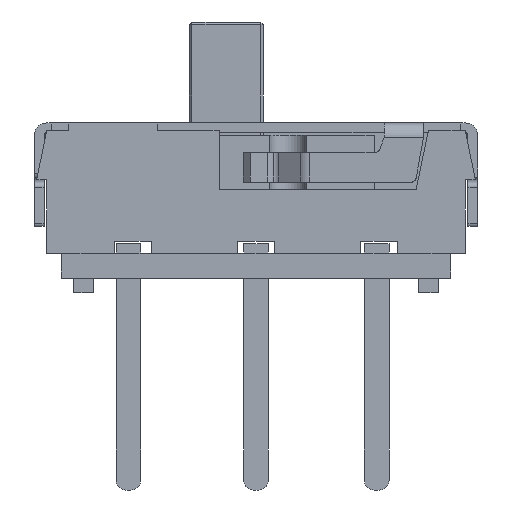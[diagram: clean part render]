
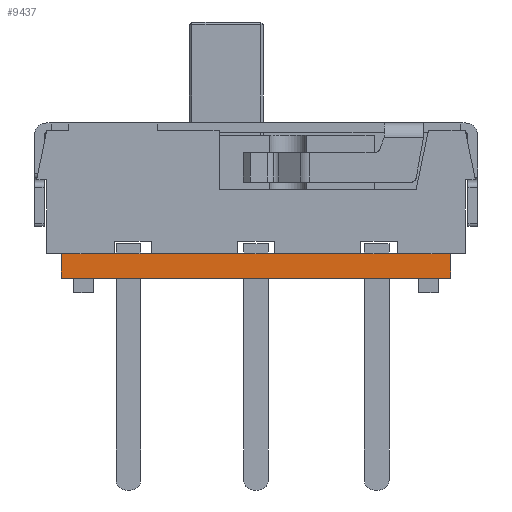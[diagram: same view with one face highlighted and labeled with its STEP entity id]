
A CAD part, front view. The second image highlights one B-rep face of the part: STEP entity #9437.
In plain terms, the highlighted planar face has unit normal (0, -1, 0).
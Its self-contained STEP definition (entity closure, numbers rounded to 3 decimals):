
#20 = PLANE ( 'NONE',  #4740 ) ;
#114 = VERTEX_POINT ( 'NONE', #3026 ) ;
#270 = LINE ( 'NONE', #2771, #8968 ) ;
#438 = DIRECTION ( 'NONE',  ( 1., 0., 0. ) ) ;
#514 = VERTEX_POINT ( 'NONE', #4662 ) ;
#518 = CARTESIAN_POINT ( 'NONE',  ( -3.95, -1.45, 0.8 ) ) ;
#655 = VECTOR ( 'NONE', #4016, 1000. ) ;
#840 = DIRECTION ( 'NONE',  ( 0., 0., 1. ) ) ;
#842 = EDGE_CURVE ( 'NONE', #4182, #9370, #7694, .T. ) ;
#892 = FACE_OUTER_BOUND ( 'NONE', #8806, .T. ) ;
#1165 = VERTEX_POINT ( 'NONE', #6164 ) ;
#1336 = VERTEX_POINT ( 'NONE', #9406 ) ;
#1594 = LINE ( 'NONE', #10299, #5766 ) ;
#1814 = ORIENTED_EDGE ( 'NONE', *, *, #7719, .F. ) ;
#1934 = DIRECTION ( 'NONE',  ( 1., 0., 0. ) ) ;
#2074 = VECTOR ( 'NONE', #3836, 1000. ) ;
#2085 = VERTEX_POINT ( 'NONE', #2954 ) ;
#2102 = CARTESIAN_POINT ( 'NONE',  ( -3.95, -1.45, 0.3 ) ) ;
#2114 = EDGE_CURVE ( 'NONE', #10213, #1336, #10284, .T. ) ;
#2299 = CARTESIAN_POINT ( 'NONE',  ( -3.95, -1.45, 0.8 ) ) ;
#2771 = CARTESIAN_POINT ( 'NONE',  ( 3.95, -1.45, 0.3 ) ) ;
#2829 = LINE ( 'NONE', #9082, #6468 ) ;
#2954 = CARTESIAN_POINT ( 'NONE',  ( -2.125, -1.45, 0.8 ) ) ;
#3026 = CARTESIAN_POINT ( 'NONE',  ( 3.95, -1.45, 0.3 ) ) ;
#3053 = CARTESIAN_POINT ( 'NONE',  ( -0.375, -1.45, 0.8 ) ) ;
#3111 = EDGE_CURVE ( 'NONE', #1165, #2085, #2829, .T. ) ;
#3116 = DIRECTION ( 'NONE',  ( 1., 0., 0. ) ) ;
#3187 = CARTESIAN_POINT ( 'NONE',  ( -3.95, -1.45, 0.3 ) ) ;
#3198 = ORIENTED_EDGE ( 'NONE', *, *, #10060, .T. ) ;
#3256 = DIRECTION ( 'NONE',  ( 1., 0., 0. ) ) ;
#3442 = DIRECTION ( 'NONE',  ( 0., 0., 1. ) ) ;
#3447 = EDGE_CURVE ( 'NONE', #114, #514, #270, .T. ) ;
#3556 = CARTESIAN_POINT ( 'NONE',  ( -3.95, -1.45, 0.8 ) ) ;
#3836 = DIRECTION ( 'NONE',  ( 0., 0., -1. ) ) ;
#3856 = CARTESIAN_POINT ( 'NONE',  ( 2.875, -1.45, 0.8 ) ) ;
#4016 = DIRECTION ( 'NONE',  ( 1., 0., 0. ) ) ;
#4027 = VERTEX_POINT ( 'NONE', #3053 ) ;
#4034 = CARTESIAN_POINT ( 'NONE',  ( 0.375, -1.45, 0.8 ) ) ;
#4182 = VERTEX_POINT ( 'NONE', #2299 ) ;
#4261 = EDGE_CURVE ( 'NONE', #1336, #5432, #4664, .T. ) ;
#4300 = VECTOR ( 'NONE', #9526, 1000. ) ;
#4662 = CARTESIAN_POINT ( 'NONE',  ( 3.95, -1.45, 0.8 ) ) ;
#4664 = LINE ( 'NONE', #8696, #4300 ) ;
#4740 = AXIS2_PLACEMENT_3D ( 'NONE', #3187, #9556, #840 ) ;
#4885 = VECTOR ( 'NONE', #438, 1000. ) ;
#5432 = VERTEX_POINT ( 'NONE', #3856 ) ;
#5581 = LINE ( 'NONE', #7980, #655 ) ;
#5608 = CARTESIAN_POINT ( 'NONE',  ( -3.95, -1.45, 0.8 ) ) ;
#5753 = ORIENTED_EDGE ( 'NONE', *, *, #6300, .F. ) ;
#5766 = VECTOR ( 'NONE', #3116, 1000. ) ;
#5783 = ORIENTED_EDGE ( 'NONE', *, *, #7088, .F. ) ;
#5921 = ORIENTED_EDGE ( 'NONE', *, *, #3111, .F. ) ;
#6164 = CARTESIAN_POINT ( 'NONE',  ( -2.875, -1.45, 0.8 ) ) ;
#6247 = DIRECTION ( 'NONE',  ( 1., 0., 0. ) ) ;
#6300 = EDGE_CURVE ( 'NONE', #2085, #4027, #5581, .T. ) ;
#6369 = ORIENTED_EDGE ( 'NONE', *, *, #3447, .T. ) ;
#6437 = CARTESIAN_POINT ( 'NONE',  ( -3.95, -1.45, 0.8 ) ) ;
#6468 = VECTOR ( 'NONE', #1934, 1000. ) ;
#6716 = VECTOR ( 'NONE', #9469, 1000. ) ;
#7088 = EDGE_CURVE ( 'NONE', #5432, #514, #8465, .T. ) ;
#7191 = EDGE_CURVE ( 'NONE', #4027, #10213, #8656, .T. ) ;
#7694 = LINE ( 'NONE', #7797, #2074 ) ;
#7719 = EDGE_CURVE ( 'NONE', #4182, #1165, #7849, .T. ) ;
#7797 = CARTESIAN_POINT ( 'NONE',  ( -3.95, -1.45, 0.3 ) ) ;
#7849 = LINE ( 'NONE', #5608, #6716 ) ;
#7980 = CARTESIAN_POINT ( 'NONE',  ( -3.95, -1.45, 0.8 ) ) ;
#7988 = ORIENTED_EDGE ( 'NONE', *, *, #2114, .F. ) ;
#8465 = LINE ( 'NONE', #518, #4885 ) ;
#8656 = LINE ( 'NONE', #3556, #9725 ) ;
#8696 = CARTESIAN_POINT ( 'NONE',  ( -3.95, -1.45, 0.8 ) ) ;
#8806 = EDGE_LOOP ( 'NONE', ( #8871, #3198, #6369, #5783, #9589, #7988, #10288, #5753, #5921, #1814 ) ) ;
#8871 = ORIENTED_EDGE ( 'NONE', *, *, #842, .T. ) ;
#8948 = VECTOR ( 'NONE', #3256, 1000. ) ;
#8968 = VECTOR ( 'NONE', #3442, 1000. ) ;
#9082 = CARTESIAN_POINT ( 'NONE',  ( -3.95, -1.45, 0.8 ) ) ;
#9370 = VERTEX_POINT ( 'NONE', #2102 ) ;
#9406 = CARTESIAN_POINT ( 'NONE',  ( 2.125, -1.45, 0.8 ) ) ;
#9437 = ADVANCED_FACE ( 'NONE', ( #892 ), #20, .F. ) ;
#9469 = DIRECTION ( 'NONE',  ( 1., 0., 0. ) ) ;
#9526 = DIRECTION ( 'NONE',  ( 1., 0., 0. ) ) ;
#9556 = DIRECTION ( 'NONE',  ( 0., 1., 0. ) ) ;
#9589 = ORIENTED_EDGE ( 'NONE', *, *, #4261, .F. ) ;
#9725 = VECTOR ( 'NONE', #6247, 1000. ) ;
#10060 = EDGE_CURVE ( 'NONE', #9370, #114, #1594, .T. ) ;
#10213 = VERTEX_POINT ( 'NONE', #4034 ) ;
#10284 = LINE ( 'NONE', #6437, #8948 ) ;
#10288 = ORIENTED_EDGE ( 'NONE', *, *, #7191, .F. ) ;
#10299 = CARTESIAN_POINT ( 'NONE',  ( 3.95, -1.45, 0.3 ) ) ;
